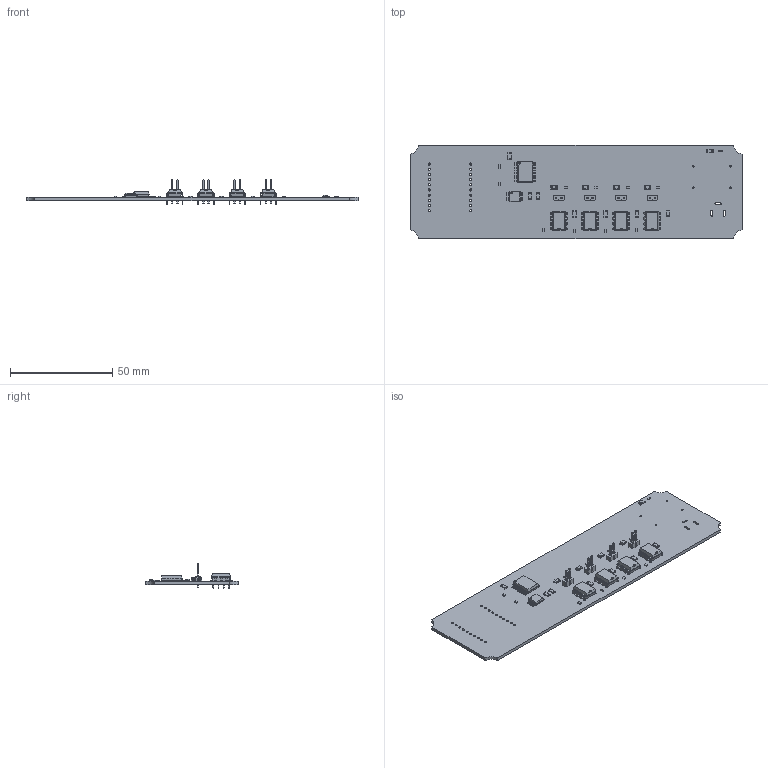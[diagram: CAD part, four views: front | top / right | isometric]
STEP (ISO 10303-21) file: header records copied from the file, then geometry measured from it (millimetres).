
FILE_DESCRIPTION(('KiCad electronic assembly'),'2;1');
FILE_NAME('Aquarium_Dosing_Pump_Controller.step','2021-03-01T11:00:25',( 'An Author'),('A Company'),'Open CASCADE STEP processor 6.9', 'KiCad to STEP converter','Unknown');
FILE_SCHEMA(('AUTOMOTIVE_DESIGN { 1 0 10303 214 1 1 1 1 }'));
Length unit declared in the file: millimetre
Products named in the file (16): Open CASCADE STEP translator 6.9 1; R_1206_3216Metric; SOLID; SOIC-16W_7.5x10.3mm_P1.27mm; DIP-8_W7.62mm; SOIJ-8_5.3x5.3mm_P1.27mm; R_0603_1608Metric; PinHeader_1x02_P2.54mm_Vertical; LED_1206_3216Metric; COMPOUND
Assembly tree (41 placements, depth 3):
  Open CASCADE STEP translator 6.9 1
    R_1206_3216Metric  x7
      SOLID
    SOIC-16W_7.5x10.3mm_P1.27mm
      SOLID
    DIP-8_W7.62mm  x4
      SOLID
    SOIJ-8_5.3x5.3mm_P1.27mm
      SOLID
    R_0603_1608Metric  x11
      SOLID
    PinHeader_1x02_P2.54mm_Vertical  x4
      SOLID
    LED_1206_3216Metric  x5
      SOLID
    COMPOUND
Bounding box: 162.56 x 45.72 x 11.84 mm (x, y, z)
Volume: 12910.2 mm3; surface area: 17906.2 mm2
Topology: 34 solids, 34 shells, 2036 faces, 5347 edges, 3402 vertices
Faces by surface type: plane 1460, cylinder 424, bspline 152
Full cylindrical faces by diameter (mm): 0.6 x2, 0.762 x4, 0.8 x32, 1 x8, 1.02 x20
Entity records: 60757 total; most frequent: CARTESIAN_POINT 12043, DIRECTION 7919, LINE 5377, VECTOR 5377, ORIENTED_EDGE 4346, PCURVE 4346, DEFINITIONAL_REPRESENTATION 4346, EDGE_CURVE 2173
